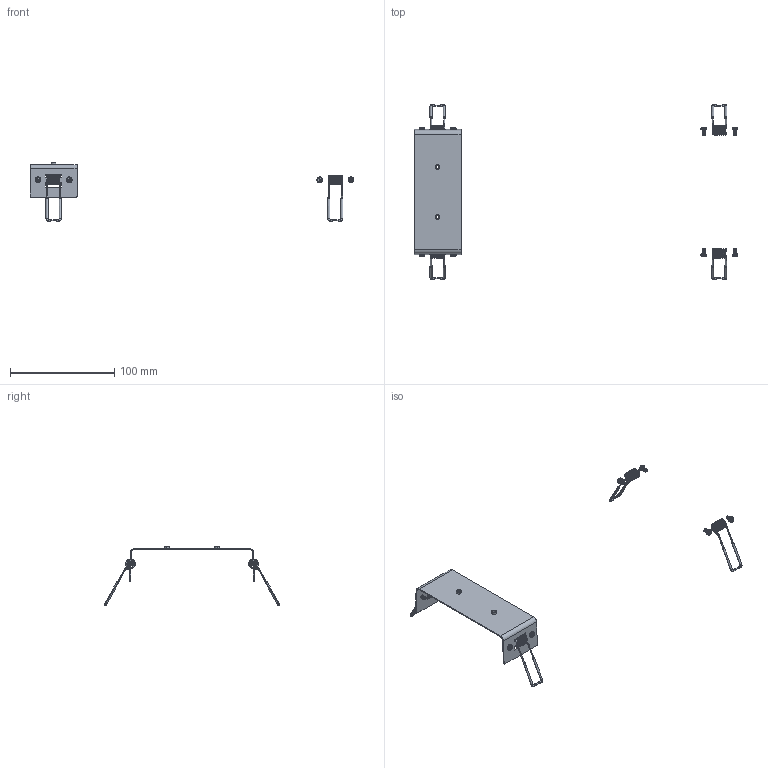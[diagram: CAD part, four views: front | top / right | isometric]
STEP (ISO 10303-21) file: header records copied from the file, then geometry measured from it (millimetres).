
FILE_DESCRIPTION((''),'2;1');
FILE_NAME('ABH_INBUILT_BRAKT_ASM_ASM_ASM','2025-09-18T08:59:18',('chuncheng.yin'),(''),'CREO PARAMETRIC BY PTC INC, 2024401','CREO PARAMETRIC BY PTC INC, 2024401','');
FILE_SCHEMA(('CONFIG_CONTROL_DESIGN'));
Length unit declared in the file: millimetre
Products named in the file (1): ABH_INBUILT_BRAKT_ASM_ASM_ASM
Bounding box: 310.25 x 167.59 x 56.29 mm (x, y, z)
Volume: 9686.2 mm3; surface area: 21610.4 mm2
Topology: 9 solids, 9 shells, 536 faces, 1403 edges, 929 vertices
Faces by surface type: plane 221, cylinder 132, torus 96, bspline 87
Entity records: 34306 total; most frequent: CARTESIAN_POINT 21590, ORIENTED_EDGE 2806, DIRECTION 2369, EDGE_CURVE 1403, VERTEX_POINT 929, AXIS2_PLACEMENT_3D 873, VECTOR 623, LINE 623
